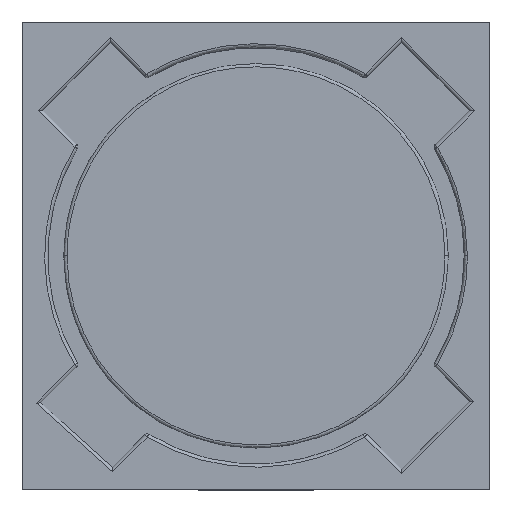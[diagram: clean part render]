
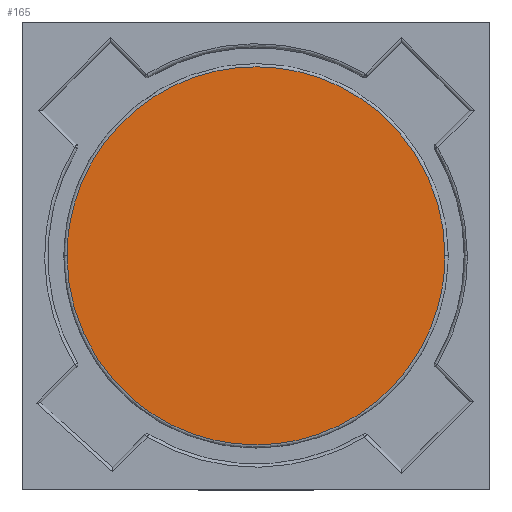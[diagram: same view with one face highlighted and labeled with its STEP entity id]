
A CAD part, top view. The second image highlights one B-rep face of the part: STEP entity #165.
In plain terms, the highlighted planar face has unit normal (0, 0, 1).
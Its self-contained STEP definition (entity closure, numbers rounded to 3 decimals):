
#10 = CARTESIAN_POINT ( 'NONE',  ( 2.776, 0.998, 3.2 ) ) ;
#33 = CARTESIAN_POINT ( 'NONE',  ( 0.375, 2.95, 3.2 ) ) ;
#46 = CARTESIAN_POINT ( 'NONE',  ( -2.673, 1.249, 3.2 ) ) ;
#136 = CARTESIAN_POINT ( 'NONE',  ( -2.76, -1.042, 3.2 ) ) ;
#151 = CARTESIAN_POINT ( 'NONE',  ( 0.187, -2.95, 3.2 ) ) ;
#165 = ADVANCED_FACE ( 'NONE', ( #434 ), #4373, .T. ) ;
#167 = CARTESIAN_POINT ( 'NONE',  ( 2.704, -1.18, 3.2 ) ) ;
#389 = CARTESIAN_POINT ( 'NONE',  ( 2.752, 1.062, 3.2 ) ) ;
#402 = CARTESIAN_POINT ( 'NONE',  ( -0.464, 2.924, 3.2 ) ) ;
#418 = CARTESIAN_POINT ( 'NONE',  ( -2.724, 1.133, 3.2 ) ) ;
#434 = FACE_OUTER_BOUND ( 'NONE', #4377, .T. ) ;
#521 = CARTESIAN_POINT ( 'NONE',  ( -2.593, -1.464, 3.2 ) ) ;
#535 = CARTESIAN_POINT ( 'NONE',  ( 0.778, -2.849, 3.2 ) ) ;
#558 = CARTESIAN_POINT ( 'NONE',  ( 2.734, -1.108, 3.2 ) ) ;
#586 = CARTESIAN_POINT ( 'NONE',  ( -2.95, 0., 3.2 ) ) ;
#739 = AXIS2_PLACEMENT_3D ( 'NONE', #1349, #4010, #1734 ) ;
#770 = CARTESIAN_POINT ( 'NONE',  ( 2.374, 1.798, 3.2 ) ) ;
#784 = CARTESIAN_POINT ( 'NONE',  ( -0.932, 2.8, 3.2 ) ) ;
#800 = CARTESIAN_POINT ( 'NONE',  ( -2.881, 0.737, 3.2 ) ) ;
#901 = CARTESIAN_POINT ( 'NONE',  ( -1.942, -2.23, 3.2 ) ) ;
#921 = CARTESIAN_POINT ( 'NONE',  ( 0.998, -2.776, 3.2 ) ) ;
#938 = CARTESIAN_POINT ( 'NONE',  ( 2.95, -0.375, 3.2 ) ) ;
#1105 = B_SPLINE_CURVE_WITH_KNOTS ( 'NONE', 3,
 ( #1527, #3778, #1902, #4558, #2279, #10, #2661, #389, #3045, #770, #3416, #1153, #3791, #1545, #4191, #1926, #4574, #2293, #33, #2675, #402, #3061, #784, #3432, #1162, #3817, #1557, #4207, #1940, #4594, #2304, #46, #2693, #418, #3077, #800, #3449, #1178 ),
 .UNSPECIFIED., .F., .F.,
 ( 4, 1, 1, 1, 2, 2, 2, 1, 1, 1, 2, 2, 2, 1, 1, 1, 2, 2, 2, 1, 1, 1, 2, 2, 4 ),
 ( 0., 0.062, 0.094, 0.109, 0.117, 0.125, 0.25, 0.312, 0.344, 0.359, 0.367, 0.375, 0.5, 0.562, 0.594, 0.609, 0.617, 0.625, 0.75, 0.813, 0.844, 0.859, 0.867, 0.875, 1. ),
 .UNSPECIFIED. ) ;
#1153 = CARTESIAN_POINT ( 'NONE',  ( 1.709, 2.42, 3.2 ) ) ;
#1162 = CARTESIAN_POINT ( 'NONE',  ( -1.042, 2.76, 3.2 ) ) ;
#1178 = CARTESIAN_POINT ( 'NONE',  ( -2.95, 0., 3.2 ) ) ;
#1275 = CARTESIAN_POINT ( 'NONE',  ( -1.408, -2.596, 3.2 ) ) ;
#1292 = CARTESIAN_POINT ( 'NONE',  ( 1.062, -2.752, 3.2 ) ) ;
#1349 = CARTESIAN_POINT ( 'NONE',  ( 0., 0., 3.2 ) ) ;
#1527 = CARTESIAN_POINT ( 'NONE',  ( 2.95, 0., 3.2 ) ) ;
#1545 = CARTESIAN_POINT ( 'NONE',  ( 1.249, 2.673, 3.2 ) ) ;
#1557 = CARTESIAN_POINT ( 'NONE',  ( -1.464, 2.593, 3.2 ) ) ;
#1659 = CARTESIAN_POINT ( 'NONE',  ( -1.18, -2.704, 3.2 ) ) ;
#1669 = VERTEX_POINT ( 'NONE', #586 ) ;
#1677 = CARTESIAN_POINT ( 'NONE',  ( 1.798, -2.374, 3.2 ) ) ;
#1734 = DIRECTION ( 'NONE',  ( 1., 0., 0. ) ) ;
#1902 = CARTESIAN_POINT ( 'NONE',  ( 2.924, 0.464, 3.2 ) ) ;
#1926 = CARTESIAN_POINT ( 'NONE',  ( 1.133, 2.724, 3.2 ) ) ;
#1940 = CARTESIAN_POINT ( 'NONE',  ( -2.23, 1.942, 3.2 ) ) ;
#2010 = ORIENTED_EDGE ( 'NONE', *, *, #3867, .T. ) ;
#2031 = CARTESIAN_POINT ( 'NONE',  ( -2.849, -0.778, 3.2 ) ) ;
#2048 = CARTESIAN_POINT ( 'NONE',  ( -1.108, -2.734, 3.2 ) ) ;
#2064 = CARTESIAN_POINT ( 'NONE',  ( 2.42, -1.709, 3.2 ) ) ;
#2235 = B_SPLINE_CURVE_WITH_KNOTS ( 'NONE', 3,
 ( #2385, #3151, #4302, #2031, #4688, #2397, #136, #2778, #521, #3169, #901, #3549, #1275, #3932, #1659, #4315, #2048, #4708, #2410, #151, #2806, #535, #3183, #921, #3566, #1292, #3947, #1677, #4330, #2064, #4725, #2429, #167, #2823, #558, #3198, #938, #3588 ),
 .UNSPECIFIED., .F., .F.,
 ( 4, 1, 1, 1, 2, 2, 2, 1, 1, 1, 2, 2, 2, 1, 1, 1, 2, 2, 2, 1, 1, 1, 2, 2, 4 ),
 ( 0., 0.063, 0.094, 0.109, 0.117, 0.125, 0.25, 0.312, 0.344, 0.359, 0.367, 0.375, 0.5, 0.562, 0.594, 0.609, 0.617, 0.625, 0.75, 0.812, 0.844, 0.859, 0.867, 0.875, 1. ),
 .UNSPECIFIED. ) ;
#2279 = CARTESIAN_POINT ( 'NONE',  ( 2.8, 0.932, 3.2 ) ) ;
#2293 = CARTESIAN_POINT ( 'NONE',  ( 0.737, 2.881, 3.2 ) ) ;
#2304 = CARTESIAN_POINT ( 'NONE',  ( -2.596, 1.408, 3.2 ) ) ;
#2385 = CARTESIAN_POINT ( 'NONE',  ( -2.95, 0., 3.2 ) ) ;
#2397 = CARTESIAN_POINT ( 'NONE',  ( -2.776, -0.998, 3.2 ) ) ;
#2410 = CARTESIAN_POINT ( 'NONE',  ( -0.375, -2.95, 3.2 ) ) ;
#2429 = CARTESIAN_POINT ( 'NONE',  ( 2.673, -1.249, 3.2 ) ) ;
#2554 = ORIENTED_EDGE ( 'NONE', *, *, #4314, .T. ) ;
#2661 = CARTESIAN_POINT ( 'NONE',  ( 2.76, 1.042, 3.2 ) ) ;
#2675 = CARTESIAN_POINT ( 'NONE',  ( -0.187, 2.95, 3.2 ) ) ;
#2693 = CARTESIAN_POINT ( 'NONE',  ( -2.704, 1.18, 3.2 ) ) ;
#2778 = CARTESIAN_POINT ( 'NONE',  ( -2.752, -1.062, 3.2 ) ) ;
#2806 = CARTESIAN_POINT ( 'NONE',  ( 0.464, -2.924, 3.2 ) ) ;
#2823 = CARTESIAN_POINT ( 'NONE',  ( 2.724, -1.133, 3.2 ) ) ;
#3045 = CARTESIAN_POINT ( 'NONE',  ( 2.593, 1.464, 3.2 ) ) ;
#3061 = CARTESIAN_POINT ( 'NONE',  ( -0.778, 2.849, 3.2 ) ) ;
#3077 = CARTESIAN_POINT ( 'NONE',  ( -2.734, 1.108, 3.2 ) ) ;
#3151 = CARTESIAN_POINT ( 'NONE',  ( -2.95, -0.187, 3.2 ) ) ;
#3169 = CARTESIAN_POINT ( 'NONE',  ( -2.374, -1.798, 3.2 ) ) ;
#3183 = CARTESIAN_POINT ( 'NONE',  ( 0.932, -2.8, 3.2 ) ) ;
#3198 = CARTESIAN_POINT ( 'NONE',  ( 2.881, -0.737, 3.2 ) ) ;
#3416 = CARTESIAN_POINT ( 'NONE',  ( 1.942, 2.23, 3.2 ) ) ;
#3432 = CARTESIAN_POINT ( 'NONE',  ( -0.998, 2.776, 3.2 ) ) ;
#3449 = CARTESIAN_POINT ( 'NONE',  ( -2.95, 0.375, 3.2 ) ) ;
#3549 = CARTESIAN_POINT ( 'NONE',  ( -1.709, -2.42, 3.2 ) ) ;
#3566 = CARTESIAN_POINT ( 'NONE',  ( 1.042, -2.76, 3.2 ) ) ;
#3588 = CARTESIAN_POINT ( 'NONE',  ( 2.95, 0., 3.2 ) ) ;
#3778 = CARTESIAN_POINT ( 'NONE',  ( 2.95, 0.187, 3.2 ) ) ;
#3791 = CARTESIAN_POINT ( 'NONE',  ( 1.408, 2.596, 3.2 ) ) ;
#3817 = CARTESIAN_POINT ( 'NONE',  ( -1.062, 2.752, 3.2 ) ) ;
#3867 = EDGE_CURVE ( 'NONE', #1669, #4399, #2235, .T. ) ;
#3932 = CARTESIAN_POINT ( 'NONE',  ( -1.249, -2.673, 3.2 ) ) ;
#3947 = CARTESIAN_POINT ( 'NONE',  ( 1.464, -2.593, 3.2 ) ) ;
#4010 = DIRECTION ( 'NONE',  ( 0., 0., 1. ) ) ;
#4191 = CARTESIAN_POINT ( 'NONE',  ( 1.18, 2.704, 3.2 ) ) ;
#4207 = CARTESIAN_POINT ( 'NONE',  ( -1.798, 2.374, 3.2 ) ) ;
#4300 = CARTESIAN_POINT ( 'NONE',  ( 2.95, 0., 3.2 ) ) ;
#4302 = CARTESIAN_POINT ( 'NONE',  ( -2.924, -0.464, 3.2 ) ) ;
#4314 = EDGE_CURVE ( 'NONE', #4399, #1669, #1105, .T. ) ;
#4315 = CARTESIAN_POINT ( 'NONE',  ( -1.133, -2.724, 3.2 ) ) ;
#4330 = CARTESIAN_POINT ( 'NONE',  ( 2.23, -1.942, 3.2 ) ) ;
#4373 = PLANE ( 'NONE',  #739 ) ;
#4377 = EDGE_LOOP ( 'NONE', ( #2554, #2010 ) ) ;
#4399 = VERTEX_POINT ( 'NONE', #4300 ) ;
#4558 = CARTESIAN_POINT ( 'NONE',  ( 2.849, 0.778, 3.2 ) ) ;
#4574 = CARTESIAN_POINT ( 'NONE',  ( 1.108, 2.734, 3.2 ) ) ;
#4594 = CARTESIAN_POINT ( 'NONE',  ( -2.42, 1.709, 3.2 ) ) ;
#4688 = CARTESIAN_POINT ( 'NONE',  ( -2.8, -0.932, 3.2 ) ) ;
#4708 = CARTESIAN_POINT ( 'NONE',  ( -0.737, -2.881, 3.2 ) ) ;
#4725 = CARTESIAN_POINT ( 'NONE',  ( 2.596, -1.408, 3.2 ) ) ;
